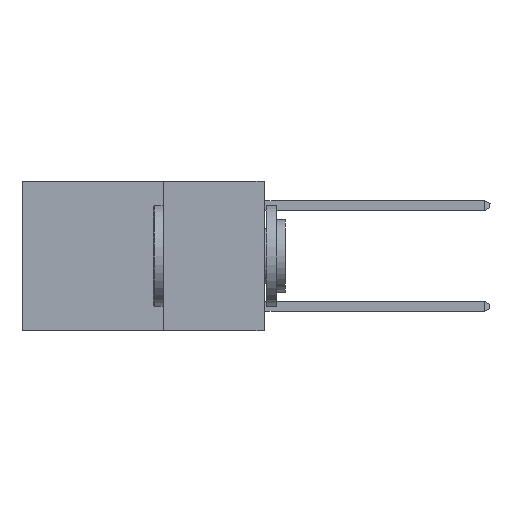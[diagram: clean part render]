
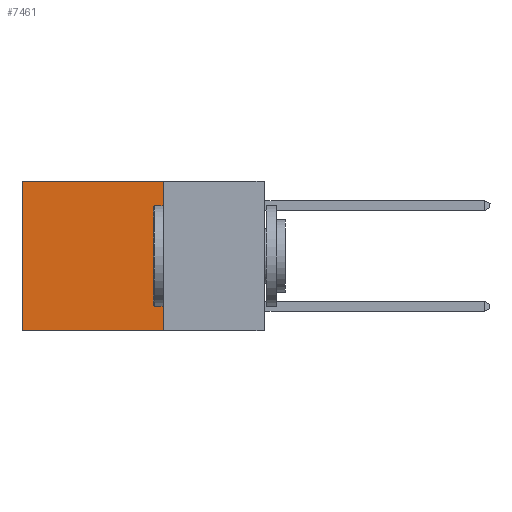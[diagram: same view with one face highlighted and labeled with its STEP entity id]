
A CAD part, left-side view. The second image highlights one B-rep face of the part: STEP entity #7461.
In plain terms, the highlighted planar face has unit normal (-1, 0, 0).
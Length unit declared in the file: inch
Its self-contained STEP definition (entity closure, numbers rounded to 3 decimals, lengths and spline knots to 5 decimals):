
#186 = VECTOR ( 'NONE', #5244, 39.37008 ) ;
#729 = CARTESIAN_POINT ( 'NONE',  ( 0.2625, 0.25, 0. ) ) ;
#1455 = DIRECTION ( 'NONE',  ( 0., 0., -1. ) ) ;
#3354 = ORIENTED_EDGE ( 'NONE', *, *, #11773, .F. ) ;
#3947 = EDGE_LOOP ( 'NONE', ( #17773, #3354, #5630, #20914 ) ) ;
#4621 = VECTOR ( 'NONE', #1455, 39.37008 ) ;
#5075 = EDGE_CURVE ( 'NONE', #8198, #10784, #17943, .T. ) ;
#5244 = DIRECTION ( 'NONE',  ( 0., 0., -1. ) ) ;
#5630 = ORIENTED_EDGE ( 'NONE', *, *, #5075, .F. ) ;
#6029 = CARTESIAN_POINT ( 'NONE',  ( 0.2625, 0.6, 0. ) ) ;
#6131 = FACE_OUTER_BOUND ( 'NONE', #3947, .T. ) ;
#6487 = DIRECTION ( 'NONE',  ( 0., 0., -1. ) ) ;
#6747 = EDGE_CURVE ( 'NONE', #15082, #15849, #8457, .T. ) ;
#7425 = CARTESIAN_POINT ( 'NONE',  ( 0.2625, 0.25, 0. ) ) ;
#7461 = ADVANCED_FACE ( 'NONE', ( #6131 ), #13586, .F. ) ;
#8198 = VERTEX_POINT ( 'NONE', #7425 ) ;
#8457 = LINE ( 'NONE', #21442, #186 ) ;
#10784 = VERTEX_POINT ( 'NONE', #14901 ) ;
#11534 = AXIS2_PLACEMENT_3D ( 'NONE', #18903, #13355, #6487 ) ;
#11743 = CARTESIAN_POINT ( 'NONE',  ( 0.2625, 0.6, -0.37 ) ) ;
#11773 = EDGE_CURVE ( 'NONE', #10784, #15849, #19831, .T. ) ;
#13355 = DIRECTION ( 'NONE',  ( 1., 0., 0. ) ) ;
#13586 = PLANE ( 'NONE',  #11534 ) ;
#14505 = DIRECTION ( 'NONE',  ( 0., 1., 0. ) ) ;
#14901 = CARTESIAN_POINT ( 'NONE',  ( 0.2625, 0.25, -0.37 ) ) ;
#15082 = VERTEX_POINT ( 'NONE', #6029 ) ;
#15849 = VERTEX_POINT ( 'NONE', #11743 ) ;
#16404 = EDGE_CURVE ( 'NONE', #8198, #15082, #20570, .T. ) ;
#16521 = CARTESIAN_POINT ( 'NONE',  ( 0.2625, 0.25, -0.37 ) ) ;
#16630 = CARTESIAN_POINT ( 'NONE',  ( 0.2625, 0.25, 0. ) ) ;
#17773 = ORIENTED_EDGE ( 'NONE', *, *, #6747, .T. ) ;
#17943 = LINE ( 'NONE', #16630, #4621 ) ;
#18499 = VECTOR ( 'NONE', #20698, 39.37008 ) ;
#18903 = CARTESIAN_POINT ( 'NONE',  ( 0.2625, 0.25, 0. ) ) ;
#19831 = LINE ( 'NONE', #16521, #21431 ) ;
#20570 = LINE ( 'NONE', #729, #18499 ) ;
#20698 = DIRECTION ( 'NONE',  ( 0., 1., 0. ) ) ;
#20914 = ORIENTED_EDGE ( 'NONE', *, *, #16404, .T. ) ;
#21431 = VECTOR ( 'NONE', #14505, 39.37008 ) ;
#21442 = CARTESIAN_POINT ( 'NONE',  ( 0.2625, 0.6, 0. ) ) ;
